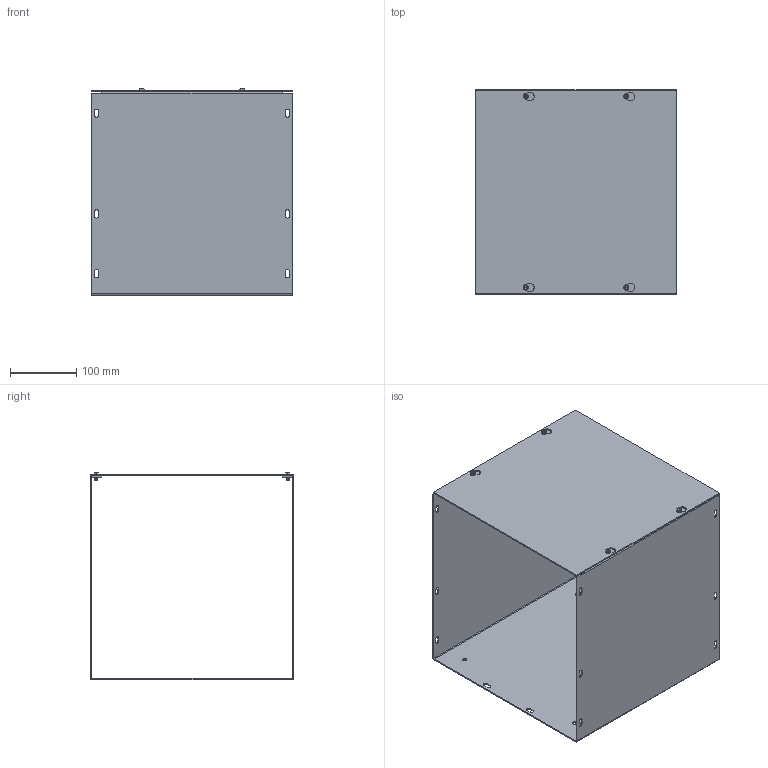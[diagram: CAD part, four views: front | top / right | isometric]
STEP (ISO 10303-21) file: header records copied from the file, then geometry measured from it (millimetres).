
FILE_DESCRIPTION(/* description */ ('WW, S, NK, BLR, CS, 12X12X12'),/* implementation_level */ '2;1');
FILE_NAME(/* name */ 'S121212NK.stp',/* time_stamp */ '2017-06-28T12:27:22+06:00',/* author */ ('vdas'),/* organization */ (''),/* preprocessor_version */ 'ST-DEVELOPER v16.1',/* originating_system */ 'Autodesk Inventor 2016',/* authorisation */ '');
FILE_SCHEMA (('AUTOMOTIVE_DESIGN { 1 0 10303 214 3 1 1 }'));
Length unit declared in the file: inch
Products named in the file (4): S121212NKBLR; S121212NKLID; 372141; S121212NK
Assembly tree (6 placements, depth 2):
  S121212NK
    S121212NKBLR
    S121212NKLID
    372141  x4
Bounding box: 304.8 x 308.56 x 313.87 mm (x, y, z)
Volume: 716205.8 mm3; surface area: 771224 mm2
Topology: 6 solids, 6 shells, 468 faces, 1148 edges, 696 vertices
Faces by surface type: plane 192, cone 108, cylinder 104, torus 56, bspline 8
Full cylindrical faces by diameter (mm): 4.089 x4, 4.595 x32, 6.35 x4, 7.938 x4
Entity records: 7565 total; most frequent: CARTESIAN_POINT 1555, DIRECTION 1210, ORIENTED_EDGE 1128, EDGE_CURVE 564, AXIS2_PLACEMENT_3D 441, VERTEX_POINT 382, EDGE_LOOP 346, LINE 328
